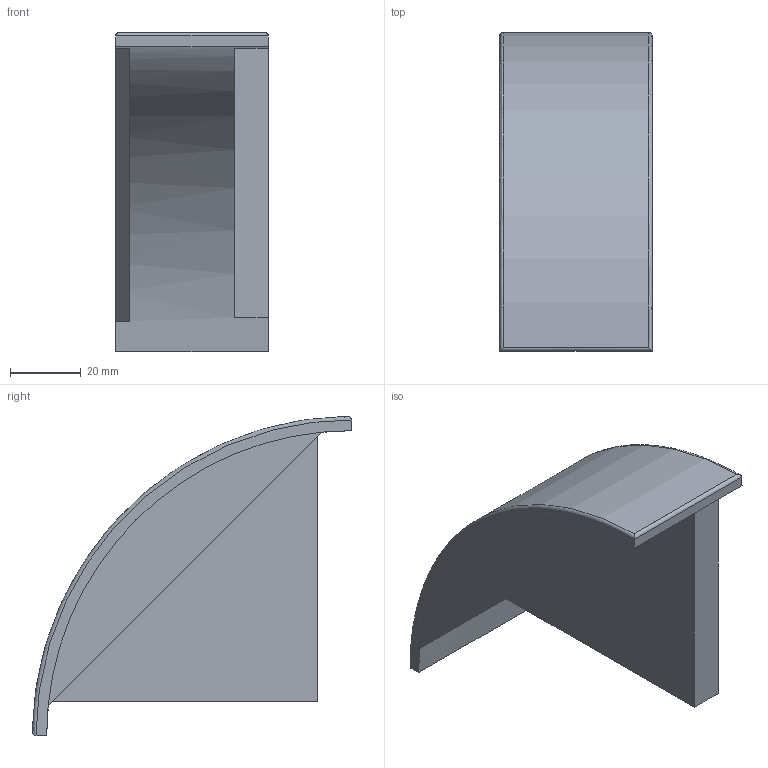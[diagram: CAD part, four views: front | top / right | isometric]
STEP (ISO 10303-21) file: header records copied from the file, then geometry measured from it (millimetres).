
FILE_DESCRIPTION((''),'2;1');
FILE_NAME('3 842 523 572 - 45x90 Round cover cap.ipt.stp','2011-06-02T21:58:10',(''),(''),'Autodesk Inventor 2011','Autodesk Inventor 2011','');
FILE_SCHEMA(('AUTOMOTIVE_DESIGN { 1 0 10303 214 1 1 1 1 }'));
Length unit declared in the file: millimetre
Products named in the file (1): 3 842 523 572 - 45x90 Round cover cap
Bounding box: 43 x 89.99 x 89.99 mm (x, y, z)
Volume: 70056.5 mm3; surface area: 25865.1 mm2
Topology: 2 solids, 2 shells, 25 faces, 68 edges, 38 vertices
Faces by surface type: plane 10, bspline 10, cylinder 5
Entity records: 1942 total; most frequent: CARTESIAN_POINT 1362, ORIENTED_EDGE 150, EDGE_CURVE 75, DIRECTION 56, B_SPLINE_CURVE_WITH_KNOTS 48, VERTEX_POINT 38, EDGE_LOOP 25, FACE_OUTER_BOUND 25
